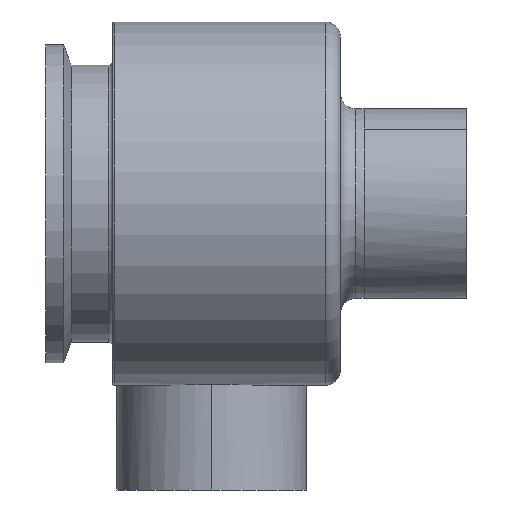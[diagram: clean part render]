
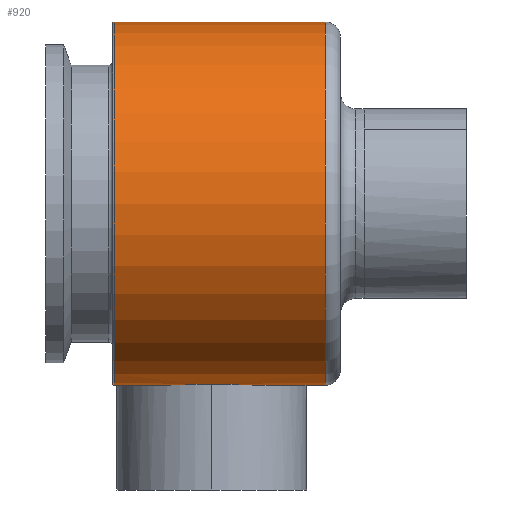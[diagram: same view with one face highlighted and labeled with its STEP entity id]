
A CAD part, left-side view. The second image highlights one B-rep face of the part: STEP entity #920.
In plain terms, the highlighted cylindrical face has radius 36.5 mm (diameter 73 mm), a partial arc.
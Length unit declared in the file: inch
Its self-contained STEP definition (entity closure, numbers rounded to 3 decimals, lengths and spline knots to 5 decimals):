
#6 = ORIENTED_EDGE ( 'NONE', *, *, #572, .F. ) ;
#16 = CARTESIAN_POINT ( 'NONE',  ( -0.155, -0.04132, -1.42862 ) ) ;
#29 = VERTEX_POINT ( 'NONE', #226 ) ;
#51 = CARTESIAN_POINT ( 'NONE',  ( -0.155, 0.02063, -1.42862 ) ) ;
#58 = CARTESIAN_POINT ( 'NONE',  ( -0.02478, 0.4243, -1.437 ) ) ;
#65 = CARTESIAN_POINT ( 'NONE',  ( 0., -0.898, 1.437 ) ) ;
#73 = DIRECTION ( 'NONE',  ( 0., 1., 0. ) ) ;
#77 = LINE ( 'NONE', #368, #796 ) ;
#88 = CIRCLE ( 'NONE', #630, 1.437 ) ;
#112 = EDGE_CURVE ( 'NONE', #589, #29, #709, .T. ) ;
#117 = DIRECTION ( 'NONE',  ( 0., 1., 0. ) ) ;
#118 = CARTESIAN_POINT ( 'NONE',  ( -0.15078, 0.0821, -1.42907 ) ) ;
#158 = DIRECTION ( 'NONE',  ( 0., 1., 0. ) ) ;
#168 = VERTEX_POINT ( 'NONE', #893 ) ;
#191 = CARTESIAN_POINT ( 'NONE',  ( -0.13813, 0.16345, -1.43036 ) ) ;
#193 = ORIENTED_EDGE ( 'NONE', *, *, #894, .F. ) ;
#197 = ORIENTED_EDGE ( 'NONE', *, *, #112, .T. ) ;
#199 = CARTESIAN_POINT ( 'NONE',  ( -0.15161, -0.08206, -1.429 ) ) ;
#202 = CARTESIAN_POINT ( 'NONE',  ( 0., -0.45659, -1.437 ) ) ;
#207 = CARTESIAN_POINT ( 'NONE',  ( 0., 2.3, -1.437 ) ) ;
#209 = VECTOR ( 'NONE', #923, 39.37008 ) ;
#226 = CARTESIAN_POINT ( 'NONE',  ( 0., 0.77, 1.437 ) ) ;
#229 = CARTESIAN_POINT ( 'NONE',  ( 0., -0.898, 0. ) ) ;
#240 = AXIS2_PLACEMENT_3D ( 'NONE', #476, #453, #751 ) ;
#259 = CARTESIAN_POINT ( 'NONE',  ( -0.10199, 0.27992, -1.43344 ) ) ;
#265 = CARTESIAN_POINT ( 'NONE',  ( -0.13833, -0.16242, -1.43034 ) ) ;
#267 = CARTESIAN_POINT ( 'NONE',  ( -0.04717, -0.38959, -1.43635 ) ) ;
#271 = ORIENTED_EDGE ( 'NONE', *, *, #666, .T. ) ;
#275 = B_SPLINE_CURVE_WITH_KNOTS ( 'NONE', 3,
 ( #412, #58, #338, #778, #259, #703, #191, #633, #118, #565, #51, #482 ),
 .UNSPECIFIED., .F., .F.,
 ( 4, 2, 2, 2, 2, 4 ),
 ( 0.12106, 0.12416, 0.12726, 0.13036, 0.1319, 0.13345 ),
 .UNSPECIFIED. ) ;
#280 = ORIENTED_EDGE ( 'NONE', *, *, #701, .T. ) ;
#333 = VECTOR ( 'NONE', #117, 39.37008 ) ;
#338 = CARTESIAN_POINT ( 'NONE',  ( -0.04693, 0.39003, -1.43637 ) ) ;
#339 = CIRCLE ( 'NONE', #917, 1.437 ) ;
#342 = EDGE_CURVE ( 'NONE', #168, #589, #339, .T. ) ;
#350 = DIRECTION ( 'NONE',  ( 0., 0., 1. ) ) ;
#368 = CARTESIAN_POINT ( 'NONE',  ( 0., 2.3, -1.437 ) ) ;
#397 = LINE ( 'NONE', #207, #209 ) ;
#407 = FACE_OUTER_BOUND ( 'NONE', #644, .T. ) ;
#410 = CARTESIAN_POINT ( 'NONE',  ( 0., 2.3, 1.437 ) ) ;
#412 = CARTESIAN_POINT ( 'NONE',  ( 0., 0.45659, -1.437 ) ) ;
#418 = CARTESIAN_POINT ( 'NONE',  ( -0.10114, -0.27984, -1.43346 ) ) ;
#445 = CARTESIAN_POINT ( 'NONE',  ( -0.155, 0., -1.42862 ) ) ;
#450 = B_SPLINE_CURVE_WITH_KNOTS ( 'NONE', 3,
 ( #445, #16, #199, #265, #919, #849, #418, #714, #781, #267, #642, #202 ),
 .UNSPECIFIED., .F., .F.,
 ( 4, 2, 2, 2, 2, 4 ),
 ( 0., 0.0031, 0.00621, 0.00776, 0.00931, 0.01241 ),
 .UNSPECIFIED. ) ;
#453 = DIRECTION ( 'NONE',  ( 0., 1., 0. ) ) ;
#472 = ORIENTED_EDGE ( 'NONE', *, *, #501, .F. ) ;
#476 = CARTESIAN_POINT ( 'NONE',  ( 0., 2.3, 0. ) ) ;
#482 = CARTESIAN_POINT ( 'NONE',  ( -0.155, 0., -1.42862 ) ) ;
#498 = CARTESIAN_POINT ( 'NONE',  ( -0.155, 0., -1.42862 ) ) ;
#501 = EDGE_CURVE ( 'NONE', #910, #29, #88, .T. ) ;
#507 = CARTESIAN_POINT ( 'NONE',  ( 0., 0.77, 0. ) ) ;
#524 = DIRECTION ( 'NONE',  ( 0., 0., 1. ) ) ;
#527 = DIRECTION ( 'NONE',  ( 0., 1., 0. ) ) ;
#531 = CARTESIAN_POINT ( 'NONE',  ( 0., 0.77, -1.437 ) ) ;
#565 = CARTESIAN_POINT ( 'NONE',  ( -0.15415, 0.04115, -1.42871 ) ) ;
#572 = EDGE_CURVE ( 'NONE', #168, #736, #397, .T. ) ;
#589 = VERTEX_POINT ( 'NONE', #65 ) ;
#591 = VERTEX_POINT ( 'NONE', #498 ) ;
#604 = VERTEX_POINT ( 'NONE', #856 ) ;
#630 = AXIS2_PLACEMENT_3D ( 'NONE', #507, #73, #350 ) ;
#633 = CARTESIAN_POINT ( 'NONE',  ( -0.14824, 0.10255, -1.42934 ) ) ;
#642 = CARTESIAN_POINT ( 'NONE',  ( -0.02508, -0.42391, -1.437 ) ) ;
#644 = EDGE_LOOP ( 'NONE', ( #6, #921, #197, #472, #193, #280, #271 ) ) ;
#666 = EDGE_CURVE ( 'NONE', #591, #736, #450, .T. ) ;
#701 = EDGE_CURVE ( 'NONE', #604, #591, #275, .T. ) ;
#703 = CARTESIAN_POINT ( 'NONE',  ( -0.12816, 0.20297, -1.43133 ) ) ;
#709 = LINE ( 'NONE', #410, #333 ) ;
#714 = CARTESIAN_POINT ( 'NONE',  ( -0.08485, -0.31736, -1.43452 ) ) ;
#736 = VERTEX_POINT ( 'NONE', #897 ) ;
#751 = DIRECTION ( 'NONE',  ( 0., 0., 1. ) ) ;
#775 = CYLINDRICAL_SURFACE ( 'NONE', #240, 1.437 ) ;
#778 = CARTESIAN_POINT ( 'NONE',  ( -0.08577, 0.31741, -1.43457 ) ) ;
#781 = CARTESIAN_POINT ( 'NONE',  ( -0.07598, -0.33572, -1.43502 ) ) ;
#796 = VECTOR ( 'NONE', #527, 39.37008 ) ;
#849 = CARTESIAN_POINT ( 'NONE',  ( -0.10857, -0.26061, -1.43291 ) ) ;
#856 = CARTESIAN_POINT ( 'NONE',  ( 0., 0.45659, -1.437 ) ) ;
#893 = CARTESIAN_POINT ( 'NONE',  ( 0., -0.898, -1.437 ) ) ;
#894 = EDGE_CURVE ( 'NONE', #604, #910, #77, .T. ) ;
#897 = CARTESIAN_POINT ( 'NONE',  ( 0., -0.45659, -1.437 ) ) ;
#910 = VERTEX_POINT ( 'NONE', #531 ) ;
#917 = AXIS2_PLACEMENT_3D ( 'NONE', #229, #158, #524 ) ;
#919 = CARTESIAN_POINT ( 'NONE',  ( -0.12845, -0.20204, -1.43131 ) ) ;
#920 = ADVANCED_FACE ( 'NONE', ( #407 ), #775, .T. ) ;
#921 = ORIENTED_EDGE ( 'NONE', *, *, #342, .T. ) ;
#923 = DIRECTION ( 'NONE',  ( 0., 1., 0. ) ) ;
